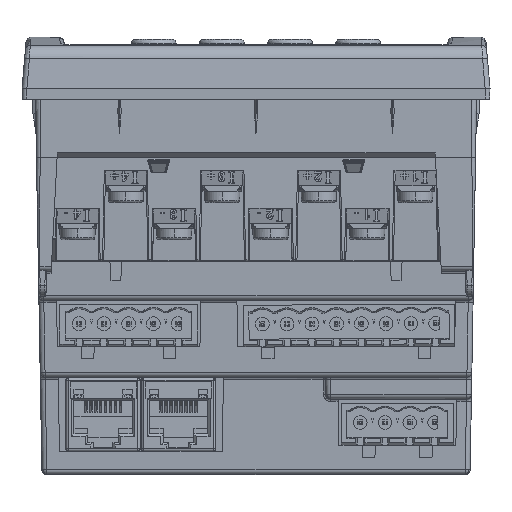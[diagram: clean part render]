
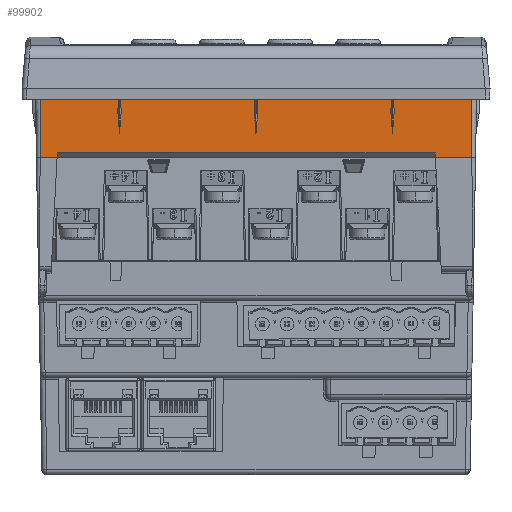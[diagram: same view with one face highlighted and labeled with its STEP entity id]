
A CAD part, front view. The second image highlights one B-rep face of the part: STEP entity #99902.
In plain terms, the highlighted planar face has unit normal (0, -1, -0.018).
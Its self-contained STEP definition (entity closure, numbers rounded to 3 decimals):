
#68463=DIRECTION('',(0.052,0.017,-0.998));
#68464=VECTOR('',#68463,1.001);
#68465=CARTESIAN_POINT('',(-20.856,2.945,
-23.673));
#68466=LINE('',#68465,#68464);
#68467=DIRECTION('',(0.052,-0.017,0.998));
#68468=VECTOR('',#68467,1.001);
#68469=CARTESIAN_POINT('',(-98.404,2.963,
-24.673));
#68470=LINE('',#68469,#68468);
#68471=DIRECTION('',(-0.004,0.017,-1.));
#68472=VECTOR('',#68471,12.002);
#68473=CARTESIAN_POINT('',(-101.854,2.753,
-12.673));
#68474=LINE('',#68473,#68472);
#68475=DIRECTION('',(-1.,0.,0.));
#68476=VECTOR('',#68475,15.962);
#68477=CARTESIAN_POINT('',(-85.892,2.753,
-12.673));
#68478=LINE('',#68477,#68476);
#68479=DIRECTION('',(-1.,0.,0.));
#68480=VECTOR('',#68479,27.423);
#68481=CARTESIAN_POINT('',(-57.892,2.753,
-12.673));
#68482=LINE('',#68481,#68480);
#68483=DIRECTION('',(-1.,0.,0.));
#68484=VECTOR('',#68483,27.423);
#68485=CARTESIAN_POINT('',(-29.892,2.753,
-12.673));
#68486=LINE('',#68485,#68484);
#68487=DIRECTION('',(-1.,0.,0.));
#68488=VECTOR('',#68487,15.962);
#68489=CARTESIAN_POINT('',(-13.353,2.753,
-12.673));
#68490=LINE('',#68489,#68488);
#68491=DIRECTION('',(-0.004,-0.017,1.));
#68492=VECTOR('',#68491,12.002);
#68493=CARTESIAN_POINT('',(-13.31,2.963,
-24.673));
#68494=LINE('',#68493,#68492);
#68495=DIRECTION('',(-1.,0.,0.));
#68496=VECTOR('',#68495,7.494);
#68497=CARTESIAN_POINT('',(-13.31,2.963,
-24.673));
#68498=LINE('',#68497,#68496);
#68502=CARTESIAN_POINT('',(-13.31,2.963,
-24.673));
#70636=DIRECTION('',(-1.,0.,0.));
#70637=VECTOR('',#70636,3.494);
#70638=CARTESIAN_POINT('',(-98.404,2.963,
-24.673));
#70639=LINE('',#70638,#70637);
#70704=DIRECTION('',(-1.,0.,0.));
#70705=VECTOR('',#70704,77.495);
#70706=CARTESIAN_POINT('',(-20.856,2.945,
-23.673));
#70707=LINE('',#70706,#70705);
#71754=DIRECTION('',(-0.01,0.017,-1.));
#71755=VECTOR('',#71754,3.001);
#71756=CARTESIAN_POINT('',(-85.892,2.753,
-12.673));
#71757=LINE('',#71756,#71755);
#71758=DIRECTION('',(-0.01,-0.017,1.));
#71759=VECTOR('',#71758,3.001);
#71760=CARTESIAN_POINT('',(-85.285,2.805,
-15.673));
#71761=LINE('',#71760,#71759);
#71770=DIRECTION('',(0.079,-0.017,0.997));
#71771=VECTOR('',#71770,4.029);
#71772=CARTESIAN_POINT('',(-85.604,2.874,
-19.688));
#71773=LINE('',#71772,#71771);
#71778=DIRECTION('',(0.079,0.017,-0.997));
#71779=VECTOR('',#71778,4.029);
#71780=CARTESIAN_POINT('',(-85.923,2.805,
-15.673));
#71781=LINE('',#71780,#71779);
#71786=DIRECTION('',(-0.01,0.017,-1.));
#71787=VECTOR('',#71786,3.001);
#71788=CARTESIAN_POINT('',(-57.892,2.753,
-12.673));
#71789=LINE('',#71788,#71787);
#71790=DIRECTION('',(0.079,0.017,-0.997));
#71791=VECTOR('',#71790,4.029);
#71792=CARTESIAN_POINT('',(-57.923,2.805,
-15.673));
#71793=LINE('',#71792,#71791);
#71798=DIRECTION('',(0.079,-0.017,0.997));
#71799=VECTOR('',#71798,4.029);
#71800=CARTESIAN_POINT('',(-57.604,2.874,
-19.688));
#71801=LINE('',#71800,#71799);
#71810=DIRECTION('',(-0.01,-0.017,1.));
#71811=VECTOR('',#71810,3.001);
#71812=CARTESIAN_POINT('',(-57.285,2.805,
-15.673));
#71813=LINE('',#71812,#71811);
#71818=DIRECTION('',(-0.01,0.017,-1.));
#71819=VECTOR('',#71818,3.001);
#71820=CARTESIAN_POINT('',(-29.892,2.753,
-12.673));
#71821=LINE('',#71820,#71819);
#71822=DIRECTION('',(-0.01,-0.017,1.));
#71823=VECTOR('',#71822,3.001);
#71824=CARTESIAN_POINT('',(-29.285,2.805,
-15.673));
#71825=LINE('',#71824,#71823);
#71834=DIRECTION('',(0.079,-0.017,0.997));
#71835=VECTOR('',#71834,4.029);
#71836=CARTESIAN_POINT('',(-29.604,2.874,
-19.688));
#71837=LINE('',#71836,#71835);
#71842=DIRECTION('',(0.079,0.017,-0.997));
#71843=VECTOR('',#71842,4.029);
#71844=CARTESIAN_POINT('',(-29.923,2.805,
-15.673));
#71845=LINE('',#71844,#71843);
#91134=CARTESIAN_POINT('',(-20.856,2.945,
-23.673));
#91135=CARTESIAN_POINT('',(-20.804,2.963,
-24.673));
#91136=VERTEX_POINT('',#91134);
#91137=VERTEX_POINT('',#91135);
#91145=CARTESIAN_POINT('',(-98.404,2.963,
-24.673));
#91146=CARTESIAN_POINT('',(-98.351,2.945,
-23.673));
#91147=VERTEX_POINT('',#91145);
#91148=VERTEX_POINT('',#91146);
#92376=CARTESIAN_POINT('',(-101.897,2.963,
-24.673));
#92377=VERTEX_POINT('',#92376);
#92395=CARTESIAN_POINT('',(-13.353,2.753,
-12.673));
#92396=CARTESIAN_POINT('',(-29.315,2.753,
-12.673));
#92397=VERTEX_POINT('',#92395);
#92398=VERTEX_POINT('',#92396);
#92399=CARTESIAN_POINT('',(-29.892,2.753,
-12.673));
#92400=CARTESIAN_POINT('',(-57.315,2.753,
-12.673));
#92401=VERTEX_POINT('',#92399);
#92402=VERTEX_POINT('',#92400);
#92403=CARTESIAN_POINT('',(-57.892,2.753,
-12.673));
#92404=CARTESIAN_POINT('',(-85.315,2.753,
-12.673));
#92405=VERTEX_POINT('',#92403);
#92406=VERTEX_POINT('',#92404);
#92407=CARTESIAN_POINT('',(-85.892,2.753,
-12.673));
#92408=CARTESIAN_POINT('',(-101.854,2.753,
-12.673));
#92409=VERTEX_POINT('',#92407);
#92410=VERTEX_POINT('',#92408);
#92883=CARTESIAN_POINT('',(-29.285,2.805,
-15.673));
#92884=VERTEX_POINT('',#92883);
#92885=CARTESIAN_POINT('',(-29.604,2.874,
-19.688));
#92886=VERTEX_POINT('',#92885);
#92887=CARTESIAN_POINT('',(-29.923,2.805,
-15.673));
#92888=VERTEX_POINT('',#92887);
#92889=CARTESIAN_POINT('',(-57.285,2.805,
-15.673));
#92890=VERTEX_POINT('',#92889);
#92891=CARTESIAN_POINT('',(-57.604,2.874,
-19.688));
#92892=VERTEX_POINT('',#92891);
#92893=CARTESIAN_POINT('',(-57.923,2.805,
-15.673));
#92894=VERTEX_POINT('',#92893);
#92899=CARTESIAN_POINT('',(-85.285,2.805,
-15.673));
#92900=VERTEX_POINT('',#92899);
#92901=CARTESIAN_POINT('',(-85.604,2.874,
-19.688));
#92902=VERTEX_POINT('',#92901);
#92903=CARTESIAN_POINT('',(-85.923,2.805,
-15.673));
#92904=VERTEX_POINT('',#92903);
#92905=VERTEX_POINT('',#68502);
#99855=CARTESIAN_POINT('',(-11.196,2.753,
-12.673));
#99856=DIRECTION('',(0.,-1.,-0.017));
#99857=DIRECTION('',(0.,-0.017,1.));
#99858=AXIS2_PLACEMENT_3D('',#99855,#99856,#99857);
#99859=PLANE('',#99858);
#99861=ORIENTED_EDGE('',*,*,#99860,.T.);
#99863=ORIENTED_EDGE('',*,*,#99862,.F.);
#99865=ORIENTED_EDGE('',*,*,#99864,.T.);
#99867=ORIENTED_EDGE('',*,*,#99866,.F.);
#99869=ORIENTED_EDGE('',*,*,#99868,.T.);
#99870=ORIENTED_EDGE('',*,*,#99850,.F.);
#99871=ORIENTED_EDGE('',*,*,#95720,.F.);
#99873=ORIENTED_EDGE('',*,*,#99872,.T.);
#99875=ORIENTED_EDGE('',*,*,#99874,.T.);
#99877=ORIENTED_EDGE('',*,*,#99876,.T.);
#99879=ORIENTED_EDGE('',*,*,#99878,.T.);
#99880=ORIENTED_EDGE('',*,*,#95714,.F.);
#99882=ORIENTED_EDGE('',*,*,#99881,.T.);
#99884=ORIENTED_EDGE('',*,*,#99883,.T.);
#99886=ORIENTED_EDGE('',*,*,#99885,.T.);
#99888=ORIENTED_EDGE('',*,*,#99887,.T.);
#99889=ORIENTED_EDGE('',*,*,#95708,.F.);
#99891=ORIENTED_EDGE('',*,*,#99890,.T.);
#99893=ORIENTED_EDGE('',*,*,#99892,.T.);
#99895=ORIENTED_EDGE('',*,*,#99894,.T.);
#99897=ORIENTED_EDGE('',*,*,#99896,.T.);
#99898=ORIENTED_EDGE('',*,*,#95702,.F.);
#99899=ORIENTED_EDGE('',*,*,#97530,.F.);
#99900=EDGE_LOOP('',(#99861,#99863,#99865,#99867,#99869,#99870,#99871,#99873,
#99875,#99877,#99879,#99880,#99882,#99884,#99886,#99888,#99889,#99891,#99893,
#99895,#99897,#99898,#99899));
#99901=FACE_OUTER_BOUND('',#99900,.F.);
#95702=EDGE_CURVE('',#92397,#92398,#68490,.T.);
#95708=EDGE_CURVE('',#92401,#92402,#68486,.T.);
#95714=EDGE_CURVE('',#92405,#92406,#68482,.T.);
#95720=EDGE_CURVE('',#92409,#92410,#68478,.T.);
#97530=EDGE_CURVE('',#92905,#92397,#68494,.T.);
#99850=EDGE_CURVE('',#92410,#92377,#68474,.T.);
#99860=EDGE_CURVE('',#92905,#91137,#68498,.T.);
#99862=EDGE_CURVE('',#91136,#91137,#68466,.T.);
#99864=EDGE_CURVE('',#91136,#91148,#70707,.T.);
#99866=EDGE_CURVE('',#91147,#91148,#68470,.T.);
#99868=EDGE_CURVE('',#91147,#92377,#70639,.T.);
#99872=EDGE_CURVE('',#92409,#92904,#71757,.T.);
#99874=EDGE_CURVE('',#92904,#92902,#71781,.T.);
#99876=EDGE_CURVE('',#92902,#92900,#71773,.T.);
#99878=EDGE_CURVE('',#92900,#92406,#71761,.T.);
#99881=EDGE_CURVE('',#92405,#92894,#71789,.T.);
#99883=EDGE_CURVE('',#92894,#92892,#71793,.T.);
#99885=EDGE_CURVE('',#92892,#92890,#71801,.T.);
#99887=EDGE_CURVE('',#92890,#92402,#71813,.T.);
#99890=EDGE_CURVE('',#92401,#92888,#71821,.T.);
#99892=EDGE_CURVE('',#92888,#92886,#71845,.T.);
#99894=EDGE_CURVE('',#92886,#92884,#71837,.T.);
#99896=EDGE_CURVE('',#92884,#92398,#71825,.T.);
#99902=ADVANCED_FACE('',(#99901),#99859,.T.);
